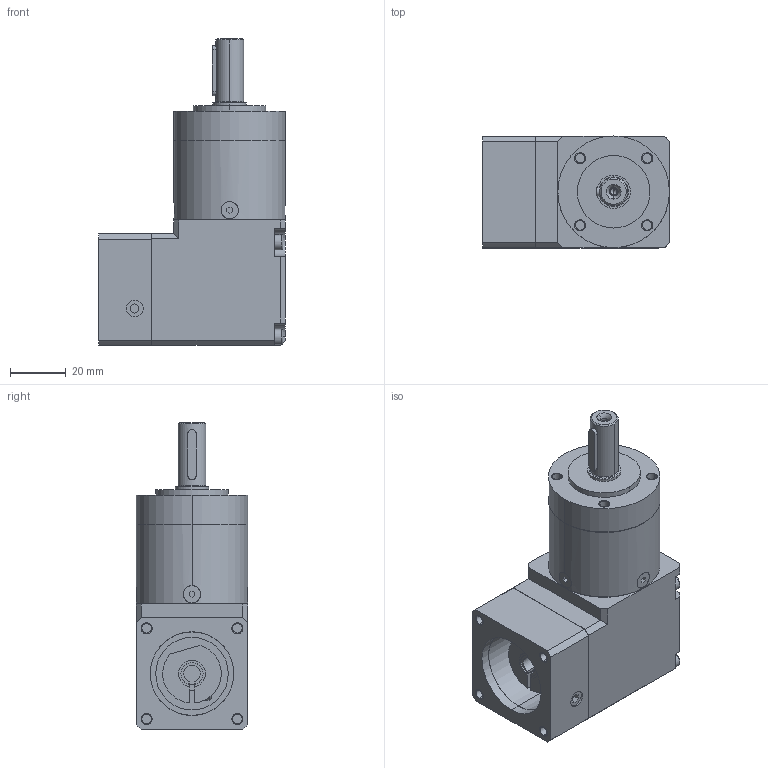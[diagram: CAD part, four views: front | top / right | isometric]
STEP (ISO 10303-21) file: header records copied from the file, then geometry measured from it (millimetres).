
FILE_DESCRIPTION((''),'2;1');
FILE_NAME('MB_WPLE_MASTER','2022-08-15T',('agw'),(''),'CREO PARAMETRIC BY PTC INC, 2018360','CREO PARAMETRIC BY PTC INC, 2018360','');
FILE_SCHEMA(('AUTOMOTIVE_DESIGN { 1 0 10303 214 1 1 1 1 }'));
Length unit declared in the file: millimetre
Products named in the file (1): MB_WPLE_MASTER
Bounding box: 67 x 40 x 110 mm (x, y, z)
Volume: 153564.3 mm3; surface area: 27700.4 mm2
Topology: 1 solids, 10 shells, 324 faces, 770 edges, 501 vertices
Faces by surface type: plane 182, cylinder 118, torus 18, cone 6
Entity records: 11025 total; most frequent: CARTESIAN_POINT 1811, DIRECTION 1666, ORIENTED_EDGE 1500, EDGE_CURVE 768, AXIS2_PLACEMENT_3D 592, VERTEX_POINT 501, VECTOR 482, LINE 482
